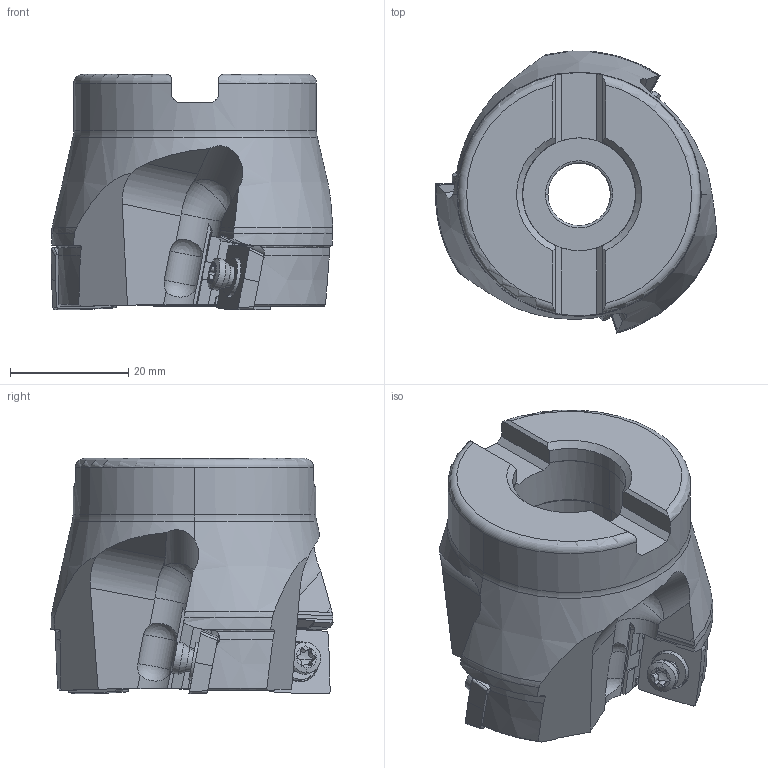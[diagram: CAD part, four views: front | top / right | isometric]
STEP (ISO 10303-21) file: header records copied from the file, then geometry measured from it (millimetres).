
FILE_DESCRIPTION(/* description */ (''),/* implementation_level */ '2;1');
FILE_NAME(/* name */ 'ASX400R0203.stp',/* time_stamp */ '2021-09-08T11:42:03+09:00',/* author */ (''),/* organization */ (''),/* preprocessor_version */ 'ST-DEVELOPER v16',/* originating_system */ 'SIEMENS PLM Software NX 10.0',/* authorisation */ '');
FILE_SCHEMA (('AUTOMOTIVE_DESIGN { 1 0 10303 214 3 1 1 1 }'));
Length unit declared in the file: millimetre
Products named in the file (1): ASX400R0203_ASM
Bounding box: 47.54 x 47.62 x 39.72 mm (x, y, z)
Volume: 39486.2 mm3; surface area: 12936.3 mm2
Topology: 10 solids, 10 shells, 482 faces, 1392 edges, 953 vertices
Faces by surface type: plane 192, cylinder 161, cone 66, torus 30, sphere 15, extrusion 12, bspline 6
Entity records: 19378 total; most frequent: CARTESIAN_POINT 6552, ORIENTED_EDGE 2718, DIRECTION 2516, EDGE_CURVE 1359, AXIS2_PLACEMENT_3D 976, VERTEX_POINT 916, VECTOR 564, LINE 552
